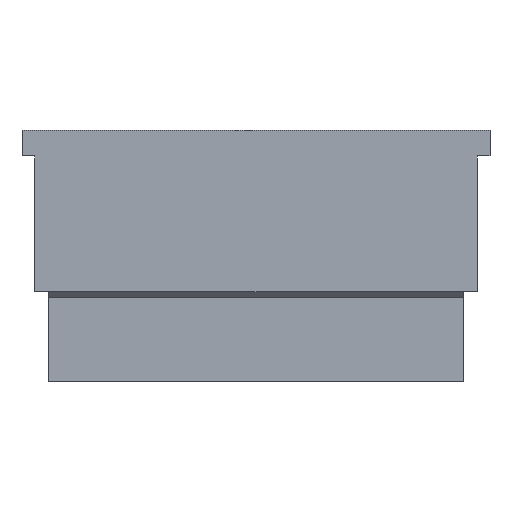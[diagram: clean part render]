
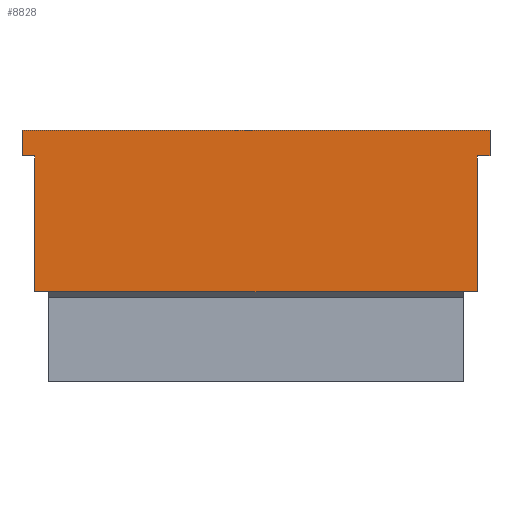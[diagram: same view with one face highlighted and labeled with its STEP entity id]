
A CAD part, front view. The second image highlights one B-rep face of the part: STEP entity #8828.
In plain terms, the highlighted planar face has unit normal (0, -1, 0).
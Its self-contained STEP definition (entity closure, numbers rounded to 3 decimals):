
#105=DIRECTION('',(-1.,0.,0.));
#106=VECTOR('',#105,17.25);
#107=CARTESIAN_POINT('',(8.625,-1.2,0.4));
#108=LINE('',#107,#106);
#2153=DIRECTION('',(0.,0.,-1.));
#2154=VECTOR('',#2153,1.);
#2155=CARTESIAN_POINT('',(9.125,-1.2,6.7));
#2156=LINE('',#2155,#2154);
#2165=DIRECTION('',(1.,0.,0.));
#2166=VECTOR('',#2165,0.5);
#2167=CARTESIAN_POINT('',(-9.125,-1.2,5.7));
#2168=LINE('',#2167,#2166);
#2197=DIRECTION('',(1.,0.,0.));
#2198=VECTOR('',#2197,0.5);
#2199=CARTESIAN_POINT('',(8.625,-1.2,5.7));
#2200=LINE('',#2199,#2198);
#2201=DIRECTION('',(0.,0.,-1.));
#2202=VECTOR('',#2201,5.3);
#2203=CARTESIAN_POINT('',(-8.625,-1.2,5.7));
#2204=LINE('',#2203,#2202);
#2205=DIRECTION('',(0.,0.,-1.));
#2206=VECTOR('',#2205,5.3);
#2207=CARTESIAN_POINT('',(8.625,-1.2,5.7));
#2208=LINE('',#2207,#2206);
#2209=DIRECTION('',(1.,0.,0.));
#2210=VECTOR('',#2209,18.25);
#2211=CARTESIAN_POINT('',(-9.125,-1.2,6.7));
#2212=LINE('',#2211,#2210);
#2229=DIRECTION('',(0.,0.,-1.));
#2230=VECTOR('',#2229,1.);
#2231=CARTESIAN_POINT('',(-9.125,-1.2,6.7));
#2232=LINE('',#2231,#2230);
#5285=CARTESIAN_POINT('',(-9.125,-1.2,5.7));
#5287=VERTEX_POINT('',#5285);
#5291=CARTESIAN_POINT('',(-9.125,-1.2,6.7));
#5292=VERTEX_POINT('',#5291);
#5297=CARTESIAN_POINT('',(9.125,-1.2,6.7));
#5298=CARTESIAN_POINT('',(9.125,-1.2,5.7));
#5299=VERTEX_POINT('',#5297);
#5300=VERTEX_POINT('',#5298);
#5302=CARTESIAN_POINT('',(8.625,-1.2,0.4));
#5304=VERTEX_POINT('',#5302);
#5305=CARTESIAN_POINT('',(-8.625,-1.2,0.4));
#5306=VERTEX_POINT('',#5305);
#5309=CARTESIAN_POINT('',(-8.625,-1.2,5.7));
#5311=VERTEX_POINT('',#5309);
#5313=CARTESIAN_POINT('',(8.625,-1.2,5.7));
#5314=VERTEX_POINT('',#5313);
#8811=CARTESIAN_POINT('',(-9.125,-1.2,6.7));
#8812=DIRECTION('',(0.,-1.,0.));
#8813=DIRECTION('',(0.,0.,-1.));
#8814=AXIS2_PLACEMENT_3D('',#8811,#8812,#8813);
#8815=PLANE('',#8814);
#8816=ORIENTED_EDGE('',*,*,#8792,.F.);
#8818=ORIENTED_EDGE('',*,*,#8817,.T.);
#8819=ORIENTED_EDGE('',*,*,#6020,.T.);
#8820=ORIENTED_EDGE('',*,*,#8804,.F.);
#8821=ORIENTED_EDGE('',*,*,#8753,.F.);
#8823=ORIENTED_EDGE('',*,*,#8822,.F.);
#8824=ORIENTED_EDGE('',*,*,#8671,.T.);
#8825=ORIENTED_EDGE('',*,*,#8737,.T.);
#8826=EDGE_LOOP('',(#8816,#8818,#8819,#8820,#8821,#8823,#8824,#8825));
#8827=FACE_OUTER_BOUND('',#8826,.F.);
#8828=ADVANCED_FACE('',(#8827),#8815,.T.);
#6020=EDGE_CURVE('',#5304,#5306,#108,.T.);
#8671=EDGE_CURVE('',#5292,#5299,#2212,.T.);
#8737=EDGE_CURVE('',#5299,#5300,#2156,.T.);
#8753=EDGE_CURVE('',#5287,#5311,#2168,.T.);
#8792=EDGE_CURVE('',#5314,#5300,#2200,.T.);
#8804=EDGE_CURVE('',#5311,#5306,#2204,.T.);
#8817=EDGE_CURVE('',#5314,#5304,#2208,.T.);
#8822=EDGE_CURVE('',#5292,#5287,#2232,.T.);
